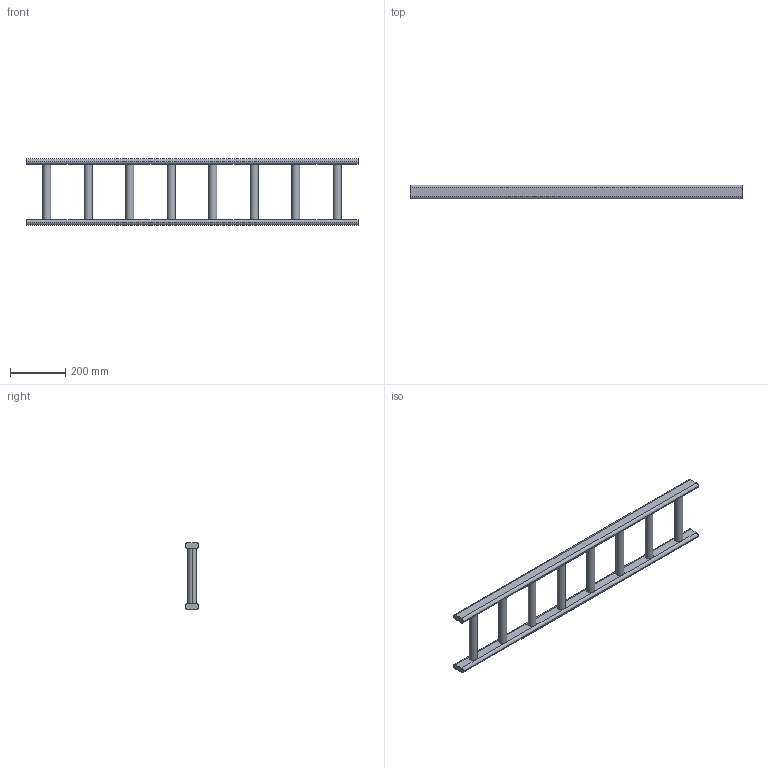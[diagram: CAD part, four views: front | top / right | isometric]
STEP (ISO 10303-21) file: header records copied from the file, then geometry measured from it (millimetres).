
FILE_DESCRIPTION (( 'STEP AP214' ), '1' );
FILE_NAME ('Steel ladder.STEP', '2024-08-30T17:25:33', ( '' ), ( '' ), 'SwSTEP 2.0', 'SolidWorks 2022', '' );
FILE_SCHEMA (( 'AUTOMOTIVE_DESIGN' ));
Length unit declared in the file: millimetre
Products named in the file (1): Steel ladder
Bounding box: 1200 x 50 x 240 mm (x, y, z)
Volume: 3324955.6 mm3; surface area: 437939.8 mm2
Topology: 1 solids, 1 shells, 48 faces, 148 edges, 88 vertices
Faces by surface type: cylinder 24, plane 24
Entity records: 1718 total; most frequent: DIRECTION 326, ORIENTED_EDGE 296, CARTESIAN_POINT 285, EDGE_CURVE 148, AXIS2_PLACEMENT_3D 129, VERTEX_POINT 88, CIRCLE 80, VECTOR 68
